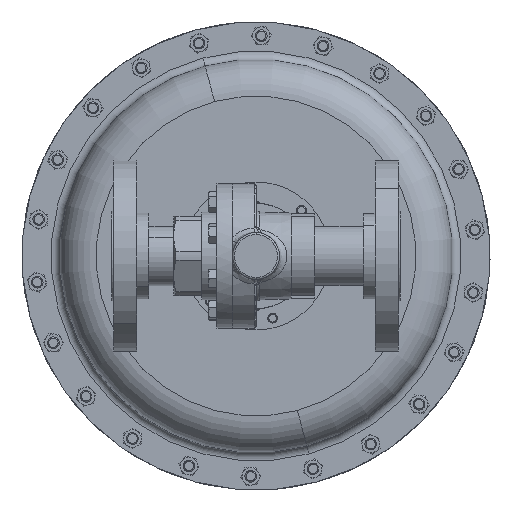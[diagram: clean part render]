
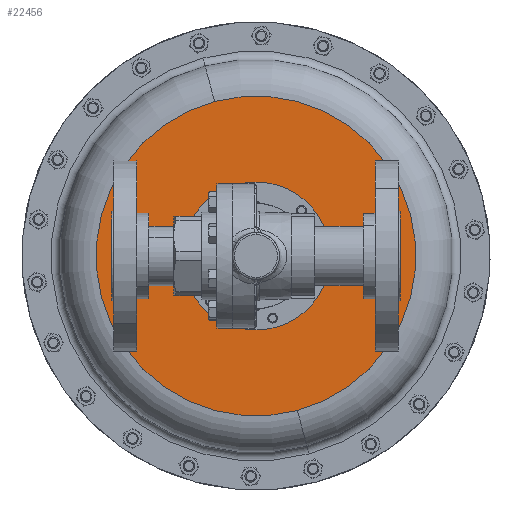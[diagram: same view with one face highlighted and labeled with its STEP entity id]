
A CAD part, front view. The second image highlights one B-rep face of the part: STEP entity #22456.
In plain terms, the highlighted planar face has unit normal (0, -1, 0).
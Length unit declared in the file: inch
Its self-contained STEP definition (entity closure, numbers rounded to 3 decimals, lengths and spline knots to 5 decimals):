
#126 = VERTEX_POINT ( 'NONE', #27970 ) ;
#726 = FACE_BOUND ( 'NONE', #11320, .T. ) ;
#1721 = DIRECTION ( 'NONE',  ( 0., 1., 0. ) ) ;
#3711 = VERTEX_POINT ( 'NONE', #28409 ) ;
#6736 = CARTESIAN_POINT ( 'NONE',  ( 0., 7.2525, 0. ) ) ;
#8379 = AXIS2_PLACEMENT_3D ( 'NONE', #6736, #27818, #9759 ) ;
#8600 = AXIS2_PLACEMENT_3D ( 'NONE', #13236, #37533, #19320 ) ;
#9512 = ORIENTED_EDGE ( 'NONE', *, *, #25232, .T. ) ;
#9759 = DIRECTION ( 'NONE',  ( 0.259, 0., -0.966 ) ) ;
#10774 = CARTESIAN_POINT ( 'NONE',  ( 0., 7.2525, 0. ) ) ;
#11320 = EDGE_LOOP ( 'NONE', ( #9512, #39563 ) ) ;
#13220 = VERTEX_POINT ( 'NONE', #22451 ) ;
#13236 = CARTESIAN_POINT ( 'NONE',  ( -4.95037, 7.2525, -1.32645 ) ) ;
#13668 = ORIENTED_EDGE ( 'NONE', *, *, #32455, .F. ) ;
#13818 = DIRECTION ( 'NONE',  ( -0.707, 0., 0.707 ) ) ;
#14415 = CARTESIAN_POINT ( 'NONE',  ( 1.32645, 7.2525, -4.95037 ) ) ;
#15071 = FACE_OUTER_BOUND ( 'NONE', #21464, .T. ) ;
#17941 = CARTESIAN_POINT ( 'NONE',  ( 0., 7.2525, 0. ) ) ;
#18622 = AXIS2_PLACEMENT_3D ( 'NONE', #10774, #31884, #13818 ) ;
#19320 = DIRECTION ( 'NONE',  ( -0.259, 0., 0.966 ) ) ;
#20013 = CARTESIAN_POINT ( 'NONE',  ( 0., 7.2525, 0. ) ) ;
#21008 = DIRECTION ( 'NONE',  ( -0.707, 0., 0.707 ) ) ;
#21464 = EDGE_LOOP ( 'NONE', ( #13668, #30413 ) ) ;
#22124 = EDGE_CURVE ( 'NONE', #126, #32269, #23632, .T. ) ;
#22451 = CARTESIAN_POINT ( 'NONE',  ( 1.67938, 7.2525, -1.67938 ) ) ;
#22456 = ADVANCED_FACE ( 'NONE', ( #15071, #726 ), #31291, .T. ) ;
#23037 = DIRECTION ( 'NONE',  ( 0.259, 0., -0.966 ) ) ;
#23632 = CIRCLE ( 'NONE', #38712, 5.125 ) ;
#25232 = EDGE_CURVE ( 'NONE', #13220, #3711, #32913, .T. ) ;
#27818 = DIRECTION ( 'NONE',  ( 0., 1., 0. ) ) ;
#27970 = CARTESIAN_POINT ( 'NONE',  ( -1.32645, 7.2525, 4.95037 ) ) ;
#28409 = CARTESIAN_POINT ( 'NONE',  ( -1.67938, 7.2525, 1.67938 ) ) ;
#30413 = ORIENTED_EDGE ( 'NONE', *, *, #22124, .F. ) ;
#31291 = PLANE ( 'NONE',  #8600 ) ;
#31884 = DIRECTION ( 'NONE',  ( 0., 1., 0. ) ) ;
#32085 = CIRCLE ( 'NONE', #33864, 2.375 ) ;
#32269 = VERTEX_POINT ( 'NONE', #14415 ) ;
#32455 = EDGE_CURVE ( 'NONE', #32269, #126, #32984, .T. ) ;
#32913 = CIRCLE ( 'NONE', #18622, 2.375 ) ;
#32984 = CIRCLE ( 'NONE', #8379, 5.125 ) ;
#33864 = AXIS2_PLACEMENT_3D ( 'NONE', #17941, #39282, #21008 ) ;
#36663 = EDGE_CURVE ( 'NONE', #3711, #13220, #32085, .T. ) ;
#37533 = DIRECTION ( 'NONE',  ( 0., -1., 0. ) ) ;
#38712 = AXIS2_PLACEMENT_3D ( 'NONE', #20013, #1721, #23037 ) ;
#39282 = DIRECTION ( 'NONE',  ( 0., 1., 0. ) ) ;
#39563 = ORIENTED_EDGE ( 'NONE', *, *, #36663, .T. ) ;
